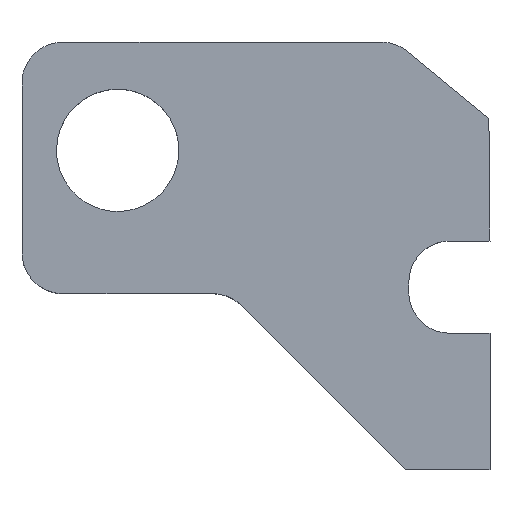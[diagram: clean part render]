
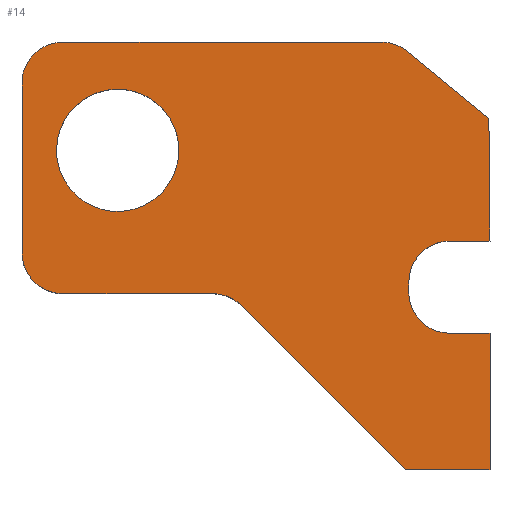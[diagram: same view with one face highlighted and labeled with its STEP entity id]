
A CAD part, top view. The second image highlights one B-rep face of the part: STEP entity #14.
In plain terms, the highlighted planar face has unit normal (0, 0, 1).
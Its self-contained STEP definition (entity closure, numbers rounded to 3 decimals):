
#14=ADVANCED_FACE('',(#37,#35),#355,.T.);
#35=FACE_BOUND('',#59,.T.);
#37=FACE_OUTER_BOUND('',#58,.T.);
#58=EDGE_LOOP('',(#81,#82,#83,#84,#85,#86,#87,#88,#89,#90,#91,#92,#93,#94,
#95,#96,#97));
#59=EDGE_LOOP('',(#98,#99));
#81=ORIENTED_EDGE('',*,*,#195,.T.);
#82=ORIENTED_EDGE('',*,*,#196,.T.);
#83=ORIENTED_EDGE('',*,*,#197,.T.);
#84=ORIENTED_EDGE('',*,*,#198,.T.);
#85=ORIENTED_EDGE('',*,*,#199,.T.);
#86=ORIENTED_EDGE('',*,*,#200,.T.);
#87=ORIENTED_EDGE('',*,*,#201,.T.);
#88=ORIENTED_EDGE('',*,*,#202,.T.);
#89=ORIENTED_EDGE('',*,*,#203,.T.);
#90=ORIENTED_EDGE('',*,*,#204,.T.);
#91=ORIENTED_EDGE('',*,*,#205,.T.);
#92=ORIENTED_EDGE('',*,*,#206,.T.);
#93=ORIENTED_EDGE('',*,*,#207,.T.);
#94=ORIENTED_EDGE('',*,*,#208,.T.);
#95=ORIENTED_EDGE('',*,*,#209,.T.);
#96=ORIENTED_EDGE('',*,*,#210,.T.);
#97=ORIENTED_EDGE('',*,*,#211,.T.);
#98=ORIENTED_EDGE('',*,*,#246,.T.);
#99=ORIENTED_EDGE('',*,*,#250,.T.);
#195=EDGE_CURVE('',#309,#310,#268,.T.);
#196=EDGE_CURVE('',#310,#311,#252,.T.);
#197=EDGE_CURVE('',#311,#312,#269,.T.);
#198=EDGE_CURVE('',#312,#313,#253,.T.);
#199=EDGE_CURVE('',#313,#314,#270,.T.);
#200=EDGE_CURVE('',#314,#315,#254,.T.);
#201=EDGE_CURVE('',#315,#316,#271,.T.);
#202=EDGE_CURVE('',#316,#317,#272,.T.);
#203=EDGE_CURVE('',#317,#318,#273,.T.);
#204=EDGE_CURVE('',#318,#319,#274,.T.);
#205=EDGE_CURVE('',#319,#320,#255,.T.);
#206=EDGE_CURVE('',#320,#321,#275,.T.);
#207=EDGE_CURVE('',#321,#322,#256,.T.);
#208=EDGE_CURVE('',#322,#323,#276,.T.);
#209=EDGE_CURVE('',#323,#324,#277,.T.);
#210=EDGE_CURVE('',#324,#325,#278,.T.);
#211=EDGE_CURVE('',#325,#309,#257,.T.);
#246=EDGE_CURVE('',#343,#345,#264,.T.);
#250=EDGE_CURVE('',#345,#343,#266,.T.);
#252=(
BOUNDED_CURVE()
B_SPLINE_CURVE(2,(#565,#566,#567,#568,#569),.UNSPECIFIED.,.F.,.F.)
B_SPLINE_CURVE_WITH_KNOTS((3,2,3),(0.,0.786,1.571),
 .UNSPECIFIED.)
CURVE()
GEOMETRIC_REPRESENTATION_ITEM()
RATIONAL_B_SPLINE_CURVE((1.,0.924,1.,0.924,1.))
REPRESENTATION_ITEM('')
);
#253=(
BOUNDED_CURVE()
B_SPLINE_CURVE(2,(#572,#573,#574),.UNSPECIFIED.,.F.,.F.)
B_SPLINE_CURVE_WITH_KNOTS((3,3),(152.611,154.181),
 .UNSPECIFIED.)
CURVE()
GEOMETRIC_REPRESENTATION_ITEM()
RATIONAL_B_SPLINE_CURVE((1.,0.707,1.))
REPRESENTATION_ITEM('')
);
#254=(
BOUNDED_CURVE()
B_SPLINE_CURVE(2,(#577,#578,#579),.UNSPECIFIED.,.F.,.F.)
B_SPLINE_CURVE_WITH_KNOTS((3,3),(157.847,158.633),
 .UNSPECIFIED.)
CURVE()
GEOMETRIC_REPRESENTATION_ITEM()
RATIONAL_B_SPLINE_CURVE((1.,0.924,1.))
REPRESENTATION_ITEM('')
);
#255=(
BOUNDED_CURVE()
B_SPLINE_CURVE(2,(#588,#589,#590),.UNSPECIFIED.,.F.,.F.)
B_SPLINE_CURVE_WITH_KNOTS((3,3),(171.177,172.748),
 .UNSPECIFIED.)
CURVE()
GEOMETRIC_REPRESENTATION_ITEM()
RATIONAL_B_SPLINE_CURVE((1.,0.707,1.))
REPRESENTATION_ITEM('')
);
#256=(
BOUNDED_CURVE()
B_SPLINE_CURVE(2,(#593,#594,#595),.UNSPECIFIED.,.F.,.F.)
B_SPLINE_CURVE_WITH_KNOTS((3,3),(172.917,174.487),
 .UNSPECIFIED.)
CURVE()
GEOMETRIC_REPRESENTATION_ITEM()
RATIONAL_B_SPLINE_CURVE((1.,0.707,1.))
REPRESENTATION_ITEM('')
);
#257=(
BOUNDED_CURVE()
B_SPLINE_CURVE(2,(#602,#603,#604),.UNSPECIFIED.,.F.,.F.)
B_SPLINE_CURVE_WITH_KNOTS((3,3),(0.,0.689),.UNSPECIFIED.)
CURVE()
GEOMETRIC_REPRESENTATION_ITEM()
RATIONAL_B_SPLINE_CURVE((1.,0.941,1.))
REPRESENTATION_ITEM('')
);
#264=(
BOUNDED_CURVE()
B_SPLINE_CURVE(2,(#681,#682,#683,#684,#685),.UNSPECIFIED.,.F.,.F.)
B_SPLINE_CURVE_WITH_KNOTS((3,2,3),(-9.425,-7.069,
-4.712),.UNSPECIFIED.)
CURVE()
GEOMETRIC_REPRESENTATION_ITEM()
RATIONAL_B_SPLINE_CURVE((1.,0.707,1.,0.707,1.))
REPRESENTATION_ITEM('')
);
#266=(
BOUNDED_CURVE()
B_SPLINE_CURVE(2,(#695,#696,#697,#698,#699),.UNSPECIFIED.,.F.,.F.)
B_SPLINE_CURVE_WITH_KNOTS((3,2,3),(-4.712,-2.356,
0.),.UNSPECIFIED.)
CURVE()
GEOMETRIC_REPRESENTATION_ITEM()
RATIONAL_B_SPLINE_CURVE((1.,0.707,1.,0.707,1.))
REPRESENTATION_ITEM('')
);
#268=B_SPLINE_CURVE_WITH_KNOTS('',1,(#563,#564),.UNSPECIFIED.,.F.,.F.,(2,
2),(0.,7.825),.UNSPECIFIED.);
#269=B_SPLINE_CURVE_WITH_KNOTS('',1,(#570,#571),.UNSPECIFIED.,.F.,.F.,(2,
2),(0.,4.167),.UNSPECIFIED.);
#270=B_SPLINE_CURVE_WITH_KNOTS('',1,(#575,#576),.UNSPECIFIED.,.F.,.F.,(2,
2),(0.,3.666),.UNSPECIFIED.);
#271=B_SPLINE_CURVE_WITH_KNOTS('',1,(#580,#581),.UNSPECIFIED.,.F.,.F.,(2,
2),(0.,5.692),.UNSPECIFIED.);
#272=B_SPLINE_CURVE_WITH_KNOTS('',1,(#582,#583),.UNSPECIFIED.,.F.,.F.,(2,
2),(0.,2.079),.UNSPECIFIED.);
#273=B_SPLINE_CURVE_WITH_KNOTS('',1,(#584,#585),.UNSPECIFIED.,.F.,.F.,(2,
2),(0.,3.346),.UNSPECIFIED.);
#274=B_SPLINE_CURVE_WITH_KNOTS('',1,(#586,#587),.UNSPECIFIED.,.F.,.F.,(2,
2),(0.,0.991),.UNSPECIFIED.);
#275=B_SPLINE_CURVE_WITH_KNOTS('',1,(#591,#592),.UNSPECIFIED.,.F.,.F.,(2,
2),(0.,0.261),.UNSPECIFIED.);
#276=B_SPLINE_CURVE_WITH_KNOTS('',1,(#596,#597),.UNSPECIFIED.,.F.,.F.,(2,
2),(0.,0.991),.UNSPECIFIED.);
#277=B_SPLINE_CURVE_WITH_KNOTS('',1,(#598,#599),.UNSPECIFIED.,.F.,.F.,(2,
2),(0.,3.01),.UNSPECIFIED.);
#278=B_SPLINE_CURVE_WITH_KNOTS('',1,(#600,#601),.UNSPECIFIED.,.F.,.F.,(2,
2),(0.,2.581),.UNSPECIFIED.);
#309=VERTEX_POINT('',#525);
#310=VERTEX_POINT('',#526);
#311=VERTEX_POINT('',#527);
#312=VERTEX_POINT('',#528);
#313=VERTEX_POINT('',#529);
#314=VERTEX_POINT('',#530);
#315=VERTEX_POINT('',#531);
#316=VERTEX_POINT('',#532);
#317=VERTEX_POINT('',#533);
#318=VERTEX_POINT('',#534);
#319=VERTEX_POINT('',#535);
#320=VERTEX_POINT('',#536);
#321=VERTEX_POINT('',#537);
#322=VERTEX_POINT('',#538);
#323=VERTEX_POINT('',#539);
#324=VERTEX_POINT('',#540);
#325=VERTEX_POINT('',#541);
#343=VERTEX_POINT('',#559);
#345=VERTEX_POINT('',#561);
#355=PLANE('',#456);
#456=AXIS2_PLACEMENT_3D('',#504,#480,$);
#480=DIRECTION('',(0.,0.,1.));
#504=CARTESIAN_POINT('',(-23.232,-9.058,-0.01));
#525=CARTESIAN_POINT('',(-14.293,1.532,-0.01));
#526=CARTESIAN_POINT('',(-22.117,1.532,-0.01));
#527=CARTESIAN_POINT('',(-23.117,0.531,-0.01));
#528=CARTESIAN_POINT('',(-23.115,-3.635,-0.01));
#529=CARTESIAN_POINT('',(-22.115,-4.635,-0.01));
#530=CARTESIAN_POINT('',(-18.448,-4.635,-0.01));
#531=CARTESIAN_POINT('',(-17.741,-4.928,-0.01));
#532=CARTESIAN_POINT('',(-13.716,-8.953,-0.01));
#533=CARTESIAN_POINT('',(-11.637,-8.953,-0.01));
#534=CARTESIAN_POINT('',(-11.637,-5.607,-0.01));
#535=CARTESIAN_POINT('',(-12.627,-5.607,-0.01));
#536=CARTESIAN_POINT('',(-13.627,-4.607,-0.01));
#537=CARTESIAN_POINT('',(-13.627,-4.346,-0.01));
#538=CARTESIAN_POINT('',(-12.627,-3.346,-0.01));
#539=CARTESIAN_POINT('',(-11.637,-3.346,-0.01));
#540=CARTESIAN_POINT('',(-11.664,-0.337,-0.01));
#541=CARTESIAN_POINT('',(-13.657,1.304,-0.01));
#559=CARTESIAN_POINT('',(-19.27,-1.121,-0.01));
#561=CARTESIAN_POINT('',(-22.27,-1.121,-0.01));
#563=CARTESIAN_POINT('',(-14.293,1.532,-0.01));
#564=CARTESIAN_POINT('',(-22.117,1.532,-0.01));
#565=CARTESIAN_POINT('',(-22.117,1.532,-0.01));
#566=CARTESIAN_POINT('',(-22.531,1.532,-0.01));
#567=CARTESIAN_POINT('',(-22.824,1.239,-0.01));
#568=CARTESIAN_POINT('',(-23.117,0.946,-0.01));
#569=CARTESIAN_POINT('',(-23.117,0.531,-0.01));
#570=CARTESIAN_POINT('',(-23.117,0.531,-0.01));
#571=CARTESIAN_POINT('',(-23.115,-3.635,-0.01));
#572=CARTESIAN_POINT('',(-23.115,-3.635,-0.01));
#573=CARTESIAN_POINT('',(-23.114,-4.635,-0.01));
#574=CARTESIAN_POINT('',(-22.115,-4.635,-0.01));
#575=CARTESIAN_POINT('',(-22.115,-4.635,-0.01));
#576=CARTESIAN_POINT('',(-18.448,-4.635,-0.01));
#577=CARTESIAN_POINT('',(-18.448,-4.635,-0.01));
#578=CARTESIAN_POINT('',(-18.034,-4.635,-0.01));
#579=CARTESIAN_POINT('',(-17.741,-4.928,-0.01));
#580=CARTESIAN_POINT('',(-17.741,-4.928,-0.01));
#581=CARTESIAN_POINT('',(-13.716,-8.953,-0.01));
#582=CARTESIAN_POINT('',(-13.716,-8.953,-0.01));
#583=CARTESIAN_POINT('',(-11.637,-8.953,-0.01));
#584=CARTESIAN_POINT('',(-11.637,-8.953,-0.01));
#585=CARTESIAN_POINT('',(-11.637,-5.607,-0.01));
#586=CARTESIAN_POINT('',(-11.637,-5.607,-0.01));
#587=CARTESIAN_POINT('',(-12.627,-5.607,-0.01));
#588=CARTESIAN_POINT('',(-12.627,-5.607,-0.01));
#589=CARTESIAN_POINT('',(-13.627,-5.607,-0.01));
#590=CARTESIAN_POINT('',(-13.627,-4.607,-0.01));
#591=CARTESIAN_POINT('',(-13.627,-4.607,-0.01));
#592=CARTESIAN_POINT('',(-13.627,-4.346,-0.01));
#593=CARTESIAN_POINT('',(-13.627,-4.346,-0.01));
#594=CARTESIAN_POINT('',(-13.627,-3.346,-0.01));
#595=CARTESIAN_POINT('',(-12.627,-3.346,-0.01));
#596=CARTESIAN_POINT('',(-12.627,-3.346,-0.01));
#597=CARTESIAN_POINT('',(-11.637,-3.346,-0.01));
#598=CARTESIAN_POINT('',(-11.637,-3.346,-0.01));
#599=CARTESIAN_POINT('',(-11.664,-0.337,-0.01));
#600=CARTESIAN_POINT('',(-11.664,-0.337,-0.01));
#601=CARTESIAN_POINT('',(-13.657,1.304,-0.01));
#602=CARTESIAN_POINT('',(-13.657,1.304,-0.01));
#603=CARTESIAN_POINT('',(-13.934,1.532,-0.01));
#604=CARTESIAN_POINT('',(-14.293,1.532,-0.01));
#681=CARTESIAN_POINT('',(-19.27,-1.121,-0.01));
#682=CARTESIAN_POINT('',(-19.27,-2.621,-0.01));
#683=CARTESIAN_POINT('',(-20.77,-2.621,-0.01));
#684=CARTESIAN_POINT('',(-22.27,-2.621,-0.01));
#685=CARTESIAN_POINT('',(-22.27,-1.121,-0.01));
#695=CARTESIAN_POINT('',(-22.27,-1.121,-0.01));
#696=CARTESIAN_POINT('',(-22.27,0.379,-0.01));
#697=CARTESIAN_POINT('',(-20.77,0.379,-0.01));
#698=CARTESIAN_POINT('',(-19.27,0.379,-0.01));
#699=CARTESIAN_POINT('',(-19.27,-1.121,-0.01));
